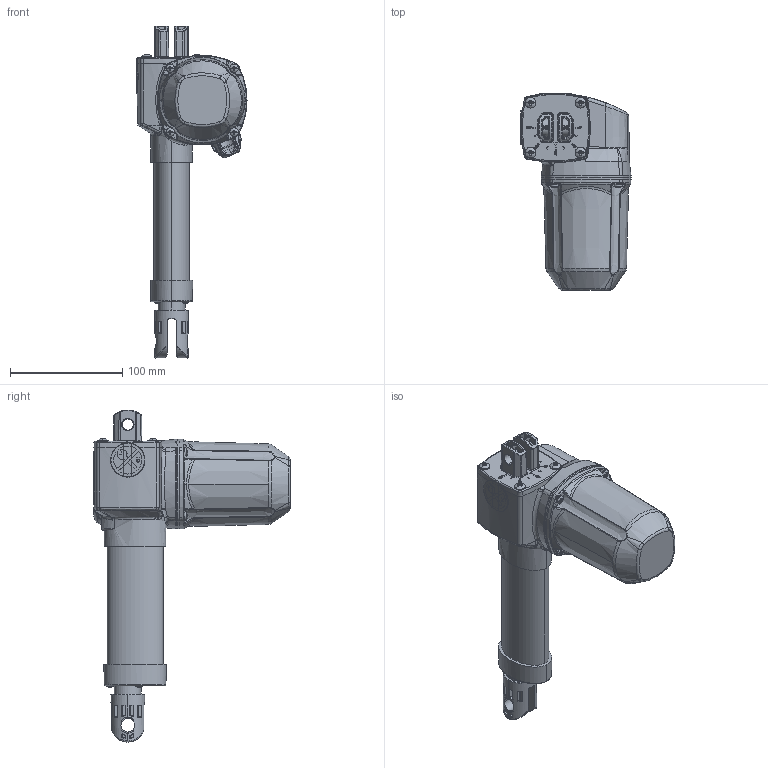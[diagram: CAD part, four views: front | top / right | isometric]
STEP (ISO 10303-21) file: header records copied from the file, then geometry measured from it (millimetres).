
FILE_DESCRIPTION (( 'STEP AP203' ), '1' );
FILE_NAME ('Megamat 5.STEP', '2012-03-23T06:17:29', ( '.' ), ( '.' ), 'SwSTEP 2.0', 'SolidWorks 2008', '' );
FILE_SCHEMA (( 'CONFIG_CONTROL_DESIGN' ));
Length unit declared in the file: millimetre
Products named in the file (1): Megamat 5
Bounding box: 98.2 x 175.49 x 296.03 mm (x, y, z)
Volume: 1069410.6 mm3; surface area: 95276.7 mm2
Topology: 1 solids, 2 shells, 1737 faces, 4298 edges, 2653 vertices
Faces by surface type: bspline 632, plane 546, cylinder 279, sphere 102, torus 93, cone 85
Entity records: 76354 total; most frequent: CARTESIAN_POINT 39916, ORIENTED_EDGE 8570, DIRECTION 6113, EDGE_CURVE 4285, VERTEX_POINT 2651, AXIS2_PLACEMENT_3D 2289, EDGE_LOOP 1854, FACE_OUTER_BOUND 1737
